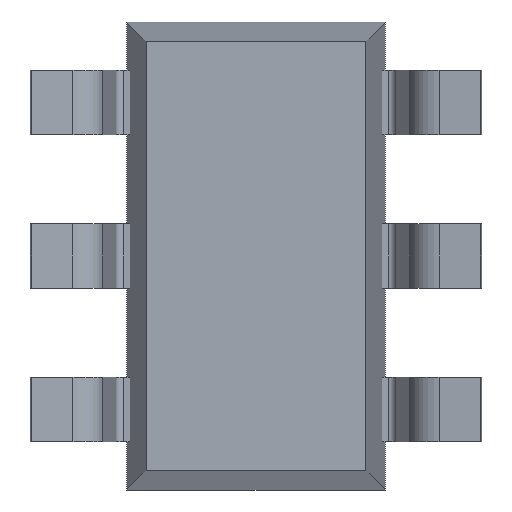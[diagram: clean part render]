
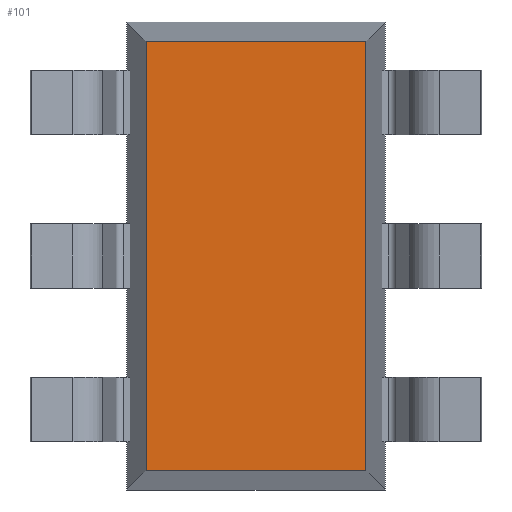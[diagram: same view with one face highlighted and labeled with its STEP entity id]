
A CAD part, front view. The second image highlights one B-rep face of the part: STEP entity #101.
In plain terms, the highlighted planar face has unit normal (0, -1, 0).
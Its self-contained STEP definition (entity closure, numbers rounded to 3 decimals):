
#89 = DIRECTION ( 'NONE',  ( 0., 0., 1. ) ) ;
#101 = ADVANCED_FACE ( 'NONE', ( #1387 ), #2185, .F. ) ;
#119 = VECTOR ( 'NONE', #89, 1000. ) ;
#193 = EDGE_CURVE ( 'NONE', #839, #1327, #1235, .T. ) ;
#234 = EDGE_CURVE ( 'NONE', #1327, #1727, #1992, .T. ) ;
#531 = CARTESIAN_POINT ( 'NONE',  ( 0., 0.15, 0. ) ) ;
#539 = CARTESIAN_POINT ( 'NONE',  ( -0.682, 0.15, -1.332 ) ) ;
#636 = VECTOR ( 'NONE', #1644, 1000. ) ;
#721 = VECTOR ( 'NONE', #2542, 1000. ) ;
#839 = VERTEX_POINT ( 'NONE', #2104 ) ;
#1024 = ORIENTED_EDGE ( 'NONE', *, *, #193, .F. ) ;
#1119 = LINE ( 'NONE', #1400, #636 ) ;
#1128 = CARTESIAN_POINT ( 'NONE',  ( -0.682, 0.15, 0. ) ) ;
#1235 = LINE ( 'NONE', #1991, #721 ) ;
#1327 = VERTEX_POINT ( 'NONE', #539 ) ;
#1387 = FACE_OUTER_BOUND ( 'NONE', #1893, .T. ) ;
#1400 = CARTESIAN_POINT ( 'NONE',  ( 0.682, 0.15, 0. ) ) ;
#1567 = AXIS2_PLACEMENT_3D ( 'NONE', #531, #2917, #2711 ) ;
#1644 = DIRECTION ( 'NONE',  ( 0., 0., -1. ) ) ;
#1679 = EDGE_CURVE ( 'NONE', #1862, #839, #1119, .T. ) ;
#1693 = LINE ( 'NONE', #2038, #2602 ) ;
#1706 = CARTESIAN_POINT ( 'NONE',  ( 0.682, 0.15, 1.332 ) ) ;
#1715 = ORIENTED_EDGE ( 'NONE', *, *, #1679, .F. ) ;
#1727 = VERTEX_POINT ( 'NONE', #3048 ) ;
#1862 = VERTEX_POINT ( 'NONE', #1706 ) ;
#1893 = EDGE_LOOP ( 'NONE', ( #2908, #1024, #1715, #2641 ) ) ;
#1991 = CARTESIAN_POINT ( 'NONE',  ( 0., 0.15, -1.332 ) ) ;
#1992 = LINE ( 'NONE', #1128, #119 ) ;
#2027 = DIRECTION ( 'NONE',  ( 1., 0., 0. ) ) ;
#2038 = CARTESIAN_POINT ( 'NONE',  ( 0., 0.15, 1.332 ) ) ;
#2104 = CARTESIAN_POINT ( 'NONE',  ( 0.682, 0.15, -1.332 ) ) ;
#2185 = PLANE ( 'NONE',  #1567 ) ;
#2542 = DIRECTION ( 'NONE',  ( -1., 0., 0. ) ) ;
#2602 = VECTOR ( 'NONE', #2027, 1000. ) ;
#2641 = ORIENTED_EDGE ( 'NONE', *, *, #3045, .F. ) ;
#2711 = DIRECTION ( 'NONE',  ( 0., 0., 1. ) ) ;
#2908 = ORIENTED_EDGE ( 'NONE', *, *, #234, .F. ) ;
#2917 = DIRECTION ( 'NONE',  ( 0., 1., 0. ) ) ;
#3045 = EDGE_CURVE ( 'NONE', #1727, #1862, #1693, .T. ) ;
#3048 = CARTESIAN_POINT ( 'NONE',  ( -0.682, 0.15, 1.332 ) ) ;
